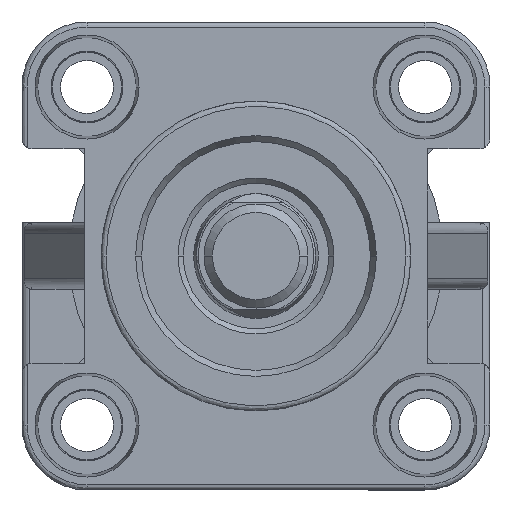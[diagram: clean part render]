
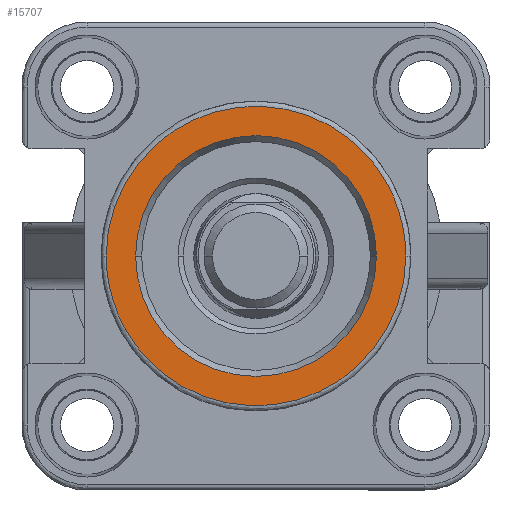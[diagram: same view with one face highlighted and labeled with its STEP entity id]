
A CAD part, left-side view. The second image highlights one B-rep face of the part: STEP entity #15707.
In plain terms, the highlighted planar face has unit normal (-1, 0, 0).
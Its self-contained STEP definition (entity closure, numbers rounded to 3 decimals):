
#183 = CARTESIAN_POINT ( 'NONE',  ( 0., 28.8, 14.4 ) ) ;
#1057 = CIRCLE ( 'NONE', #11521, 11.577 ) ;
#1117 = VERTEX_POINT ( 'NONE', #5171 ) ;
#1184 = AXIS2_PLACEMENT_3D ( 'NONE', #6423, #7791, #17344 ) ;
#1364 = CARTESIAN_POINT ( 'NONE',  ( 0., 0., -11.577 ) ) ;
#1899 =( BOUNDED_CURVE ( )  B_SPLINE_CURVE ( 3, ( #3464, #17199, #13059, #10344 ),
 .UNSPECIFIED., .F., .F. ) 
 B_SPLINE_CURVE_WITH_KNOTS ( ( 4, 4 ),
 ( 0., 1. ),
 .UNSPECIFIED. ) 
 CURVE ( )  GEOMETRIC_REPRESENTATION_ITEM ( )  RATIONAL_B_SPLINE_CURVE ( ( 1., 0.333, 0.333, 1. ) ) 
 REPRESENTATION_ITEM ( '' )  );
#2558 = VERTEX_POINT ( 'NONE', #15743 ) ;
#2877 = DIRECTION ( 'NONE',  ( 0., 0., 1. ) ) ;
#3464 = CARTESIAN_POINT ( 'NONE',  ( 0., 0., 14.4 ) ) ;
#4834 = CIRCLE ( 'NONE', #1184, 11.577 ) ;
#5171 = CARTESIAN_POINT ( 'NONE',  ( 0., 0., 11.577 ) ) ;
#5705 = CARTESIAN_POINT ( 'NONE',  ( 0., 0., 14.4 ) ) ;
#5802 = AXIS2_PLACEMENT_3D ( 'NONE', #6112, #7250, #9092 ) ;
#6112 = CARTESIAN_POINT ( 'NONE',  ( 0., 11., 0. ) ) ;
#6268 =( BOUNDED_CURVE ( )  B_SPLINE_CURVE ( 3, ( #12405, #12350, #183, #5705 ),
 .UNSPECIFIED., .F., .F. ) 
 B_SPLINE_CURVE_WITH_KNOTS ( ( 4, 4 ),
 ( 0., 1. ),
 .UNSPECIFIED. ) 
 CURVE ( )  GEOMETRIC_REPRESENTATION_ITEM ( )  RATIONAL_B_SPLINE_CURVE ( ( 1., 0.333, 0.333, 1. ) ) 
 REPRESENTATION_ITEM ( '' )  );
#6423 = CARTESIAN_POINT ( 'NONE',  ( 0., 0., 0. ) ) ;
#7045 = FACE_BOUND ( 'NONE', #14920, .T. ) ;
#7250 = DIRECTION ( 'NONE',  ( 1., 0., 0. ) ) ;
#7270 = EDGE_CURVE ( 'NONE', #2558, #10947, #1899, .T. ) ;
#7791 = DIRECTION ( 'NONE',  ( -1., 0., 0. ) ) ;
#8523 = CARTESIAN_POINT ( 'NONE',  ( 0., 0., -14.4 ) ) ;
#8761 = EDGE_LOOP ( 'NONE', ( #15634, #13092 ) ) ;
#9092 = DIRECTION ( 'NONE',  ( 0., 0., -1. ) ) ;
#10344 = CARTESIAN_POINT ( 'NONE',  ( 0., 0., -14.4 ) ) ;
#10699 = EDGE_CURVE ( 'NONE', #10947, #2558, #6268, .T. ) ;
#10947 = VERTEX_POINT ( 'NONE', #8523 ) ;
#11218 = VERTEX_POINT ( 'NONE', #1364 ) ;
#11521 = AXIS2_PLACEMENT_3D ( 'NONE', #16465, #12497, #2877 ) ;
#12350 = CARTESIAN_POINT ( 'NONE',  ( 0., 28.8, -14.4 ) ) ;
#12405 = CARTESIAN_POINT ( 'NONE',  ( 0., 0., -14.4 ) ) ;
#12497 = DIRECTION ( 'NONE',  ( -1., 0., 0. ) ) ;
#13059 = CARTESIAN_POINT ( 'NONE',  ( 0., -28.8, -14.4 ) ) ;
#13092 = ORIENTED_EDGE ( 'NONE', *, *, #7270, .F. ) ;
#14335 = PLANE ( 'NONE',  #5802 ) ;
#14920 = EDGE_LOOP ( 'NONE', ( #16238, #15469 ) ) ;
#15127 = EDGE_CURVE ( 'NONE', #1117, #11218, #1057, .T. ) ;
#15469 = ORIENTED_EDGE ( 'NONE', *, *, #16793, .F. ) ;
#15634 = ORIENTED_EDGE ( 'NONE', *, *, #10699, .F. ) ;
#15707 = ADVANCED_FACE ( 'NONE', ( #7045, #17287 ), #14335, .F. ) ;
#15743 = CARTESIAN_POINT ( 'NONE',  ( 0., 0., 14.4 ) ) ;
#16238 = ORIENTED_EDGE ( 'NONE', *, *, #15127, .F. ) ;
#16465 = CARTESIAN_POINT ( 'NONE',  ( 0., 0., 0. ) ) ;
#16793 = EDGE_CURVE ( 'NONE', #11218, #1117, #4834, .T. ) ;
#17199 = CARTESIAN_POINT ( 'NONE',  ( 0., -28.8, 14.4 ) ) ;
#17287 = FACE_OUTER_BOUND ( 'NONE', #8761, .T. ) ;
#17344 = DIRECTION ( 'NONE',  ( 0., 0., 1. ) ) ;
